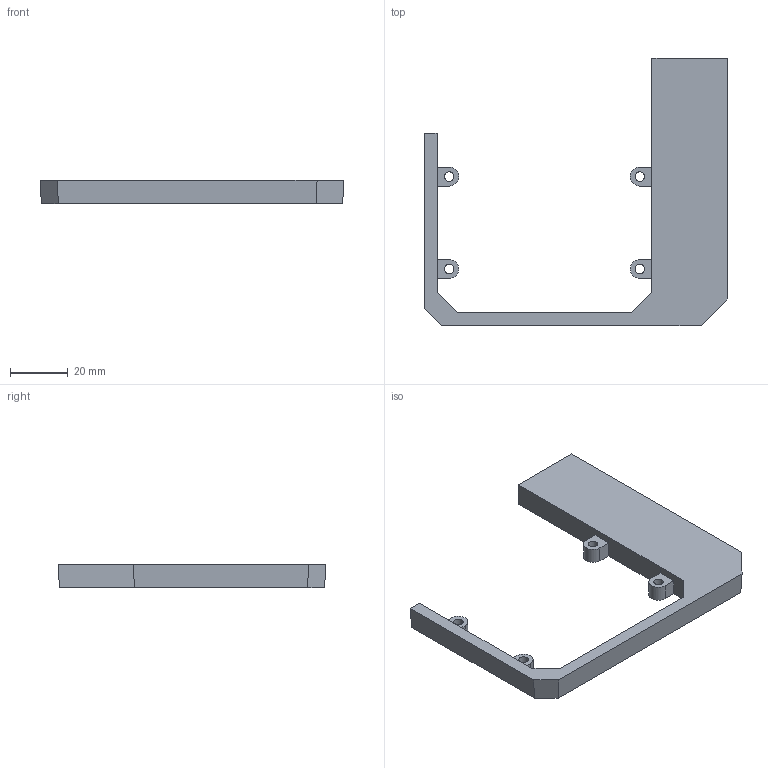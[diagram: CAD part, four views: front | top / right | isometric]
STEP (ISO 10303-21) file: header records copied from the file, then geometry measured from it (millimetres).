
FILE_DESCRIPTION(/* description */ (''),/* implementation_level */ '2;1');
FILE_NAME(/* name */ 'lead_screw_motor_cage_back_trim_30_to_31.step',/* time_stamp */ '2022-07-13T16:40:55+01:00',/* author */ (''),/* organization */ (''),/* preprocessor_version */ 'ST-DEVELOPER v19',/* originating_system */ 'Autodesk Translation Framework v11.7.0.108',/* authorisation */ '');
FILE_SCHEMA (('AUTOMOTIVE_DESIGN { 1 0 10303 214 3 1 1 }'));
Length unit declared in the file: millimetre
Products named in the file (1): VC3.0-3.1 Read Motor Trim
Bounding box: 105.2 x 92.7 x 8 mm (x, y, z)
Volume: 24798.7 mm3; surface area: 10798 mm2
Topology: 1 solids, 1 shells, 38 faces, 104 edges, 68 vertices
Faces by surface type: plane 30, cylinder 8
Full cylindrical faces by diameter (mm): 3.3 x4
Entity records: 1241 total; most frequent: CARTESIAN_POINT 211, ORIENTED_EDGE 208, DIRECTION 198, EDGE_CURVE 104, LINE 88, VECTOR 88, VERTEX_POINT 68, AXIS2_PLACEMENT_3D 55
